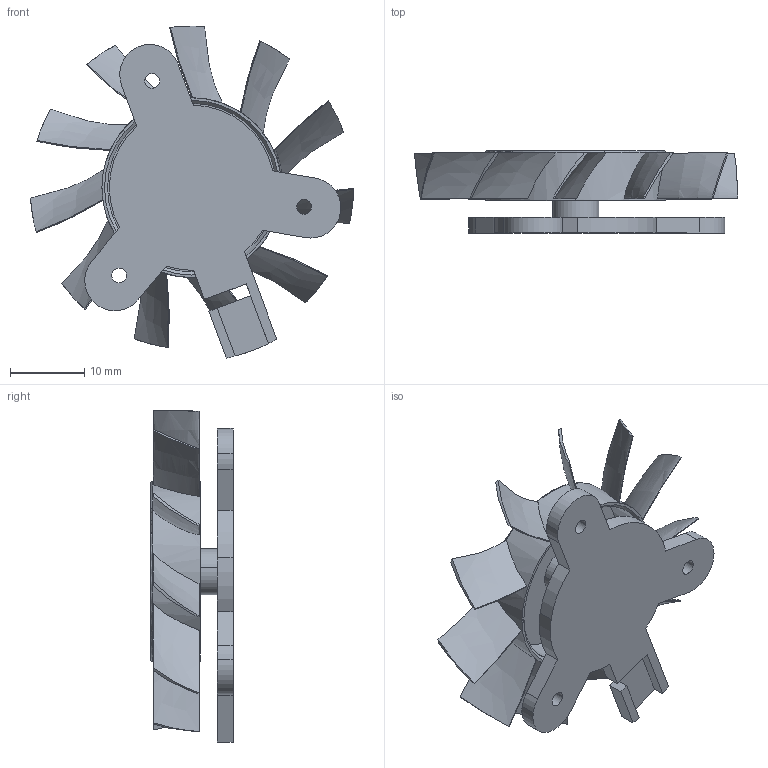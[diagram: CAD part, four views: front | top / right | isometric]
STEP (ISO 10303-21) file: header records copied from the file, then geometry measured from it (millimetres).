
FILE_DESCRIPTION((''),'2;1');
FILE_NAME('ASM0020_ASM','2019-10-22T',('Administrator'),(''),'PRO/ENGINEER BY PARAMETRIC TECHNOLOGY CORPORATION, 2010280','PRO/ENGINEER BY PARAMETRIC TECHNOLOGY CORPORATION, 2010280','');
FILE_SCHEMA(('CONFIG_CONTROL_DESIGN'));
Length unit declared in the file: millimetre
Products named in the file (3): YH-5010-YE_3; PRT0068; ASM0020_ASM
Assembly tree (2 placements, depth 2):
  ASM0020_ASM
    YH-5010-YE_3
    PRT0068
Bounding box: 43.65 x 11.1 x 44.86 mm (x, y, z)
Volume: 2352.9 mm3; surface area: 5539.6 mm2
Topology: 2 solids, 2 shells, 146 faces, 374 edges, 251 vertices
Faces by surface type: plane 59, cylinder 57, bspline 24, cone 4, torus 2
Entity records: 6545 total; most frequent: CARTESIAN_POINT 2994, ORIENTED_EDGE 748, DIRECTION 691, EDGE_CURVE 374, AXIS2_PLACEMENT_3D 290, VERTEX_POINT 251, EDGE_LOOP 171, CIRCLE 163
